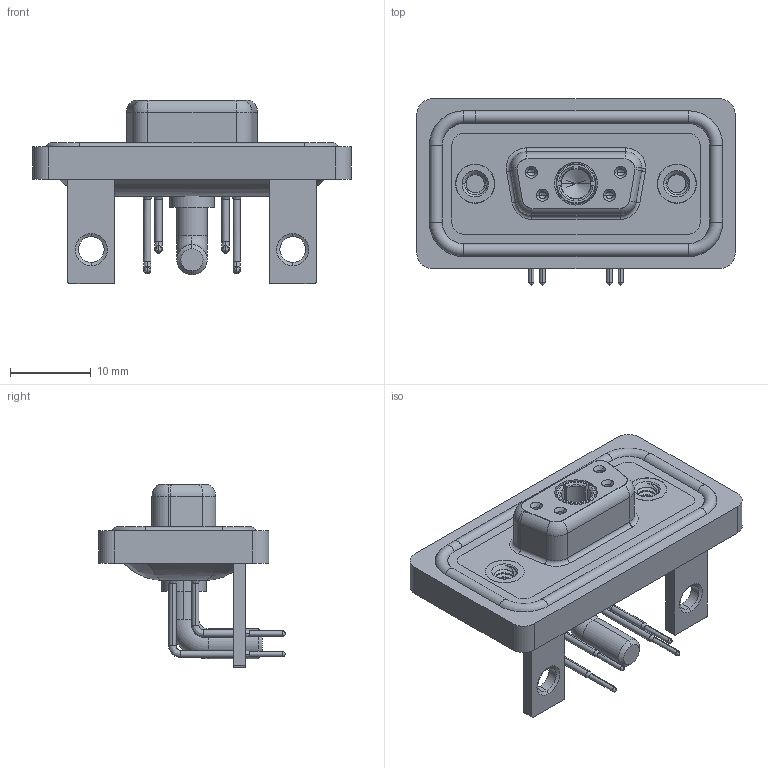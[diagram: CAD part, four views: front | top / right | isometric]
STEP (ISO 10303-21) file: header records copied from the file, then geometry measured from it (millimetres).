
FILE_DESCRIPTION (( 'STEP AP203' ), '1' );
FILE_NAME ('630W5W1-340-4N4.STEP', '2024-04-11T22:01:26', ( '' ), ( '' ), 'SwSTEP 2.0', 'SolidWorks 2023', '' );
FILE_SCHEMA (( 'CONFIG_CONTROL_DESIGN' ));
Length unit declared in the file: millimetre
Products named in the file (10): 630Combo Contact Row 2_50 Contacts; 630Combo Waterproof Housing_09 Contacts; 630Combo Threaded Rivet_2; 630Combo Contact Row 1_50 Contacts; 630Combo Shell Rear_09 Contacts; 630Combo Housing_5W1; 630Combo Shell Front_09 Contacts; Power Socket_40A RA; 630Combo Stabilizer Bracket_50 Contacts; 630W5W1-340-4N4
Assembly tree (13 placements, depth 2):
  630W5W1-340-4N4
    630Combo Housing_5W1
    630Combo Shell Front_09 Contacts
    630Combo Shell Rear_09 Contacts
    630Combo Threaded Rivet_2  x2
    630Combo Stabilizer Bracket_50 Contacts  x2
    Power Socket_40A RA
    630Combo Contact Row 1_50 Contacts  x2
    630Combo Contact Row 2_50 Contacts  x2
    630Combo Waterproof Housing_09 Contacts
Bounding box: 39.5 x 23.12 x 22.8 mm (x, y, z)
Volume: 5268 mm3; surface area: 8622.4 mm2
Topology: 15 solids, 15 shells, 724 faces, 1823 edges, 1147 vertices
Faces by surface type: cylinder 329, plane 214, cone 77, torus 77, bspline 27
Entity records: 20729 total; most frequent: CARTESIAN_POINT 5362, DIRECTION 3150, ORIENTED_EDGE 2896, EDGE_CURVE 1448, AXIS2_PLACEMENT_3D 1264, VERTEX_POINT 919, CIRCLE 677, EDGE_LOOP 653
